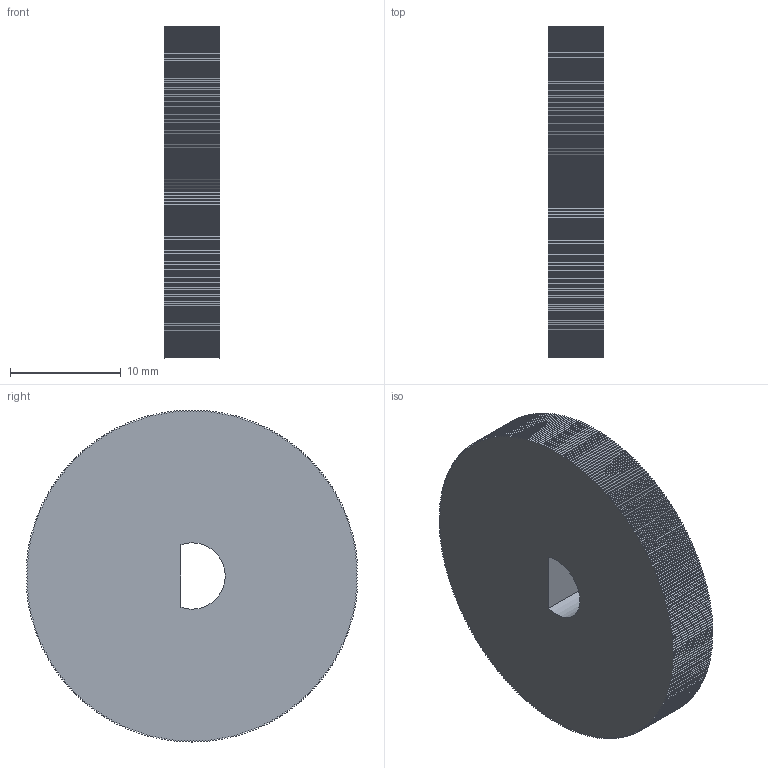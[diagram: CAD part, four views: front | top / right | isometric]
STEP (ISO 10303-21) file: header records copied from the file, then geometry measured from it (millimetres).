
FILE_DESCRIPTION(/* description */ (''),/* implementation_level */ '2;1');
FILE_NAME(/* name */ 'Disk.stp',/* time_stamp */ '2019-08-15T14:03:17+02:00',/* author */ ('aal_9'),/* organization */ (''),/* preprocessor_version */ 'ST-DEVELOPER v16.13',/* originating_system */ 'Autodesk Inventor 2018',/* authorisation */ '');
FILE_SCHEMA (('AUTOMOTIVE_DESIGN { 1 0 10303 214 3 1 1 }'));
Length unit declared in the file: millimetre
Products named in the file (1): Disk
Bounding box: 5 x 30 x 30 mm (x, y, z)
Volume: 3416.7 mm3; surface area: 2067.7 mm2
Topology: 1 solids, 1 shells, 1054 faces, 3156 edges, 2104 vertices
Faces by surface type: plane 703, cylinder 351
Entity records: 35485 total; most frequent: CARTESIAN_POINT 6315, ORIENTED_EDGE 6312, DIRECTION 5968, EDGE_CURVE 3156, LINE 2454, VECTOR 2454, VERTEX_POINT 2104, AXIS2_PLACEMENT_3D 1757
